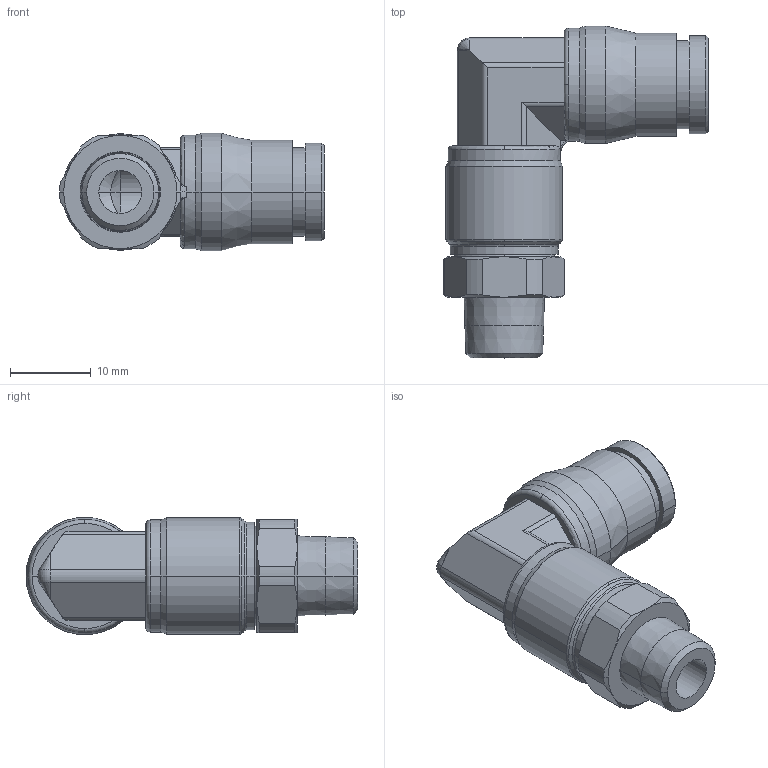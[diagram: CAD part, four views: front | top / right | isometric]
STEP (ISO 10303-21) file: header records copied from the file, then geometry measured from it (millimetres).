
FILE_DESCRIPTION(('STEP AP214'),'1');
FILE_NAME('3809_08_10.stp','2016-07-07T14:27:22',('TraceParts'),('TraceParts S.A.'),'Spatial InterOp 3D',' ',' ');
FILE_SCHEMA(('automotive_design'));
Length unit declared in the file: millimetre
Products named in the file (1): 1
Bounding box: 32.74 x 41.04 x 14.53 mm (x, y, z)
Volume: 4957.6 mm3; surface area: 4151.8 mm2
Topology: 1 solids, 1 shells, 141 faces, 343 edges, 213 vertices
Faces by surface type: cylinder 47, cone 42, plane 35, torus 17
Entity records: 7299 total; most frequent: CARTESIAN_POINT 3977, DIRECTION 740, ORIENTED_EDGE 682, EDGE_CURVE 341, AXIS2_PLACEMENT_3D 312, VERTEX_POINT 213, CIRCLE 162, EDGE_LOOP 154
